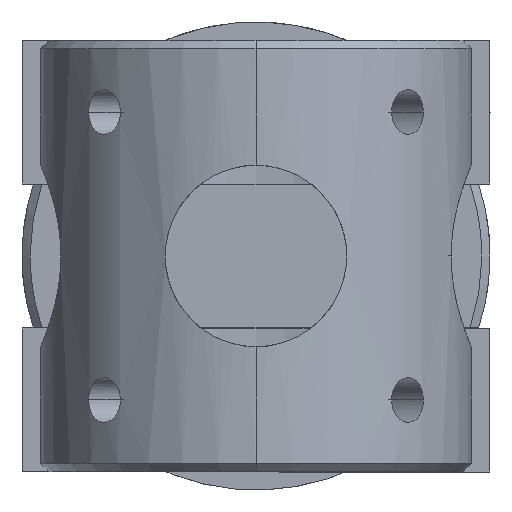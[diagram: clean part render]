
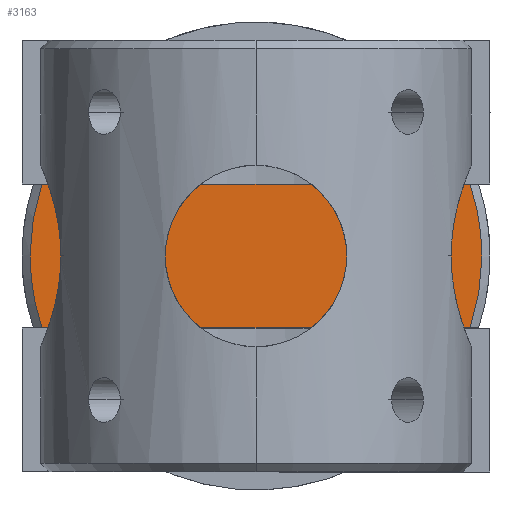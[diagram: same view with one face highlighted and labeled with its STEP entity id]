
A CAD part, left-side view. The second image highlights one B-rep face of the part: STEP entity #3163.
In plain terms, the highlighted face is planar.
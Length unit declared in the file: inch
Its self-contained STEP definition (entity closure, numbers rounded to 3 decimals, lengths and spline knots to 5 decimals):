
#652=(
BOUNDED_CURVE()
B_SPLINE_CURVE(2,(#5694,#5695,#5696,#5697,#5698),.UNSPECIFIED.,.F.,.U.)
B_SPLINE_CURVE_WITH_KNOTS((3,2,3),(-2.29781,-1.97336,-1.6489),
 .UNSPECIFIED.)
CURVE()
GEOMETRIC_REPRESENTATION_ITEM()
RATIONAL_B_SPLINE_CURVE((1.,0.987,1.,0.987,1.))
REPRESENTATION_ITEM('')
);
#653=(
BOUNDED_CURVE()
B_SPLINE_CURVE(2,(#5703,#5704,#5705,#5706,#5707),.UNSPECIFIED.,.F.,.U.)
B_SPLINE_CURVE_WITH_KNOTS((3,2,3),(-0.6489,-0.32445,
0.),.UNSPECIFIED.)
CURVE()
GEOMETRIC_REPRESENTATION_ITEM()
RATIONAL_B_SPLINE_CURVE((1.,0.987,1.,0.987,1.))
REPRESENTATION_ITEM('')
);
#1197=VERTEX_POINT('',#5692);
#1198=VERTEX_POINT('',#5693);
#1199=VERTEX_POINT('',#5699);
#1200=VERTEX_POINT('',#5702);
#1401=B_SPLINE_CURVE_WITH_KNOTS('',1,(#5690,#5691),.UNSPECIFIED.,.F.,.U.,
(2,2),(-3.29781,-2.29781),.UNSPECIFIED.);
#1402=B_SPLINE_CURVE_WITH_KNOTS('',1,(#5700,#5701),.UNSPECIFIED.,.F.,.U.,
(2,2),(-1.6489,-0.6489),.UNSPECIFIED.);
#1665=EDGE_CURVE('',#1197,#1198,#1401,.T.);
#1666=EDGE_CURVE('',#1198,#1199,#652,.T.);
#1667=EDGE_CURVE('',#1199,#1200,#1402,.T.);
#1668=EDGE_CURVE('',#1200,#1197,#653,.T.);
#2263=ORIENTED_EDGE('',*,*,#1665,.T.);
#2264=ORIENTED_EDGE('',*,*,#1666,.T.);
#2265=ORIENTED_EDGE('',*,*,#1667,.T.);
#2266=ORIENTED_EDGE('',*,*,#1668,.T.);
#2711=EDGE_LOOP('',(#2263,#2264,#2265,#2266));
#2959=FACE_BOUND('',#2711,.T.);
#3163=ADVANCED_FACE('',(#2959),#6825,.T.);
#3354=AXIS2_PLACEMENT_3D('',#5689,#3742,$);
#3742=DIRECTION('',(0.,0.,1.));
#5689=CARTESIAN_POINT('',(0.,0.,1.125));
#5690=CARTESIAN_POINT('',(-0.7433,-0.25,1.125));
#5691=CARTESIAN_POINT('',(0.7433,-0.25,1.125));
#5692=CARTESIAN_POINT('',(-0.7433,-0.25,1.125));
#5693=CARTESIAN_POINT('',(0.7433,-0.25,1.125));
#5694=CARTESIAN_POINT('',(0.7433,-0.25,1.125));
#5695=CARTESIAN_POINT('',(0.78422,-0.12835,1.125));
#5696=CARTESIAN_POINT('',(0.78422,0.,1.125));
#5697=CARTESIAN_POINT('',(0.78422,0.12835,1.125));
#5698=CARTESIAN_POINT('',(0.7433,0.25,1.125));
#5699=CARTESIAN_POINT('',(0.7433,0.25,1.125));
#5700=CARTESIAN_POINT('',(0.7433,0.25,1.125));
#5701=CARTESIAN_POINT('',(-0.7433,0.25,1.125));
#5702=CARTESIAN_POINT('',(-0.7433,0.25,1.125));
#5703=CARTESIAN_POINT('',(-0.7433,0.25,1.125));
#5704=CARTESIAN_POINT('',(-0.78422,0.12835,1.125));
#5705=CARTESIAN_POINT('',(-0.78422,0.,1.125));
#5706=CARTESIAN_POINT('',(-0.78422,-0.12835,1.125));
#5707=CARTESIAN_POINT('',(-0.7433,-0.25,1.125));
#6825=PLANE('',#3354);
